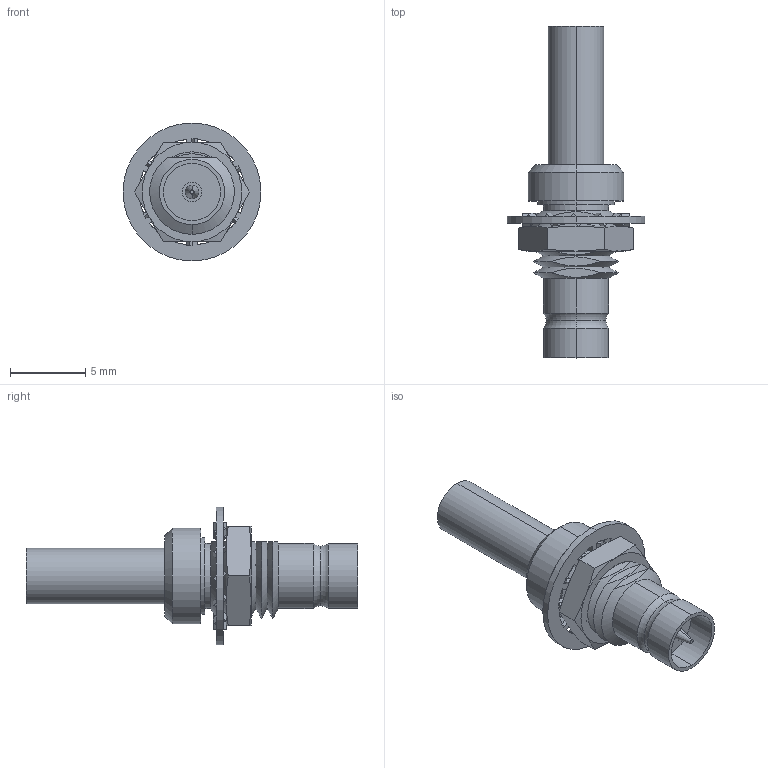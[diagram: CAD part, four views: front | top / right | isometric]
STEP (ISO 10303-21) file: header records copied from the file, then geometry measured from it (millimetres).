
FILE_DESCRIPTION (( 'STEP AP214' ), '1' );
FILE_NAME ('FMCN5249_3D.step', '2024-07-31T22:55:06', ( '' ), ( '' ), 'SwSTEP 2.0', 'SolidWorks 2022', '' );
FILE_SCHEMA (( 'AUTOMOTIVE_DESIGN' ));
Length unit declared in the file: inch
Products named in the file (6): PE4097-MA2; FMCN5249_3D; PE4097-MA3; PE4097-MA4; PE4097-MA1; PE4097-MA5_with contours
Assembly tree (5 placements, depth 2):
  FMCN5249_3D
    PE4097-MA1
    PE4097-MA2
    PE4097-MA3
    PE4097-MA4
    PE4097-MA5_with contours
Bounding box: 9.14 x 22.02 x 9.14 mm (x, y, z)
Volume: 314.5 mm3; surface area: 914.5 mm2
Topology: 5 solids, 5 shells, 241 faces, 612 edges, 389 vertices
Faces by surface type: plane 150, cylinder 45, cone 42, torus 4
Entity records: 7754 total; most frequent: CARTESIAN_POINT 1514, ORIENTED_EDGE 1224, DIRECTION 1185, EDGE_CURVE 612, AXIS2_PLACEMENT_3D 396, LINE 393, VECTOR 393, VERTEX_POINT 389
